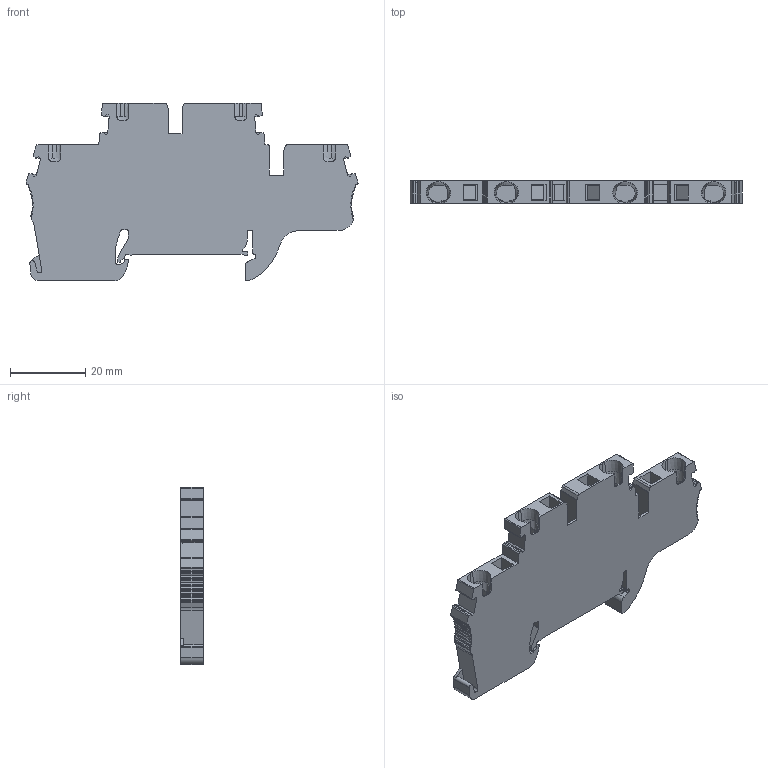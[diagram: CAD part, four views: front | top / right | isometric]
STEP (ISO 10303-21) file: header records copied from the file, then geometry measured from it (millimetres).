
FILE_DESCRIPTION(/* description */ ('Unknown'),/* implementation_level */ '2;1');
FILE_NAME(/* name */ 'SQ4-2T_SOLID_MODEL',/* time_stamp */ '2021-05-01T15:11:26+06:00',/* author */ ('Unknown'),/* organization */ ('Unknown'),/* preprocessor_version */ 'ST-DEVELOPER v16.7',/* originating_system */ 'DEX',/* authorisation */ $);
FILE_SCHEMA (('AUTOMOTIVE_DESIGN {1 0 10303 214 3 1 1}'));
Length unit declared in the file: millimetre
Products named in the file (1): SQ4-2T_SOLID_MODEL
Bounding box: 88.08 x 6 x 47 mm (x, y, z)
Volume: 15148.2 mm3; surface area: 9801.2 mm2
Topology: 1 solids, 1 shells, 393 faces, 1161 edges, 774 vertices
Faces by surface type: plane 214, cylinder 159, bspline 12, cone 8
Entity records: 16615 total; most frequent: CARTESIAN_POINT 3203, ORIENTED_EDGE 2314, DIRECTION 2196, EDGE_CURVE 1157, VERTEX_POINT 774, AXIS2_PLACEMENT_3D 749, LINE 698, VECTOR 698
